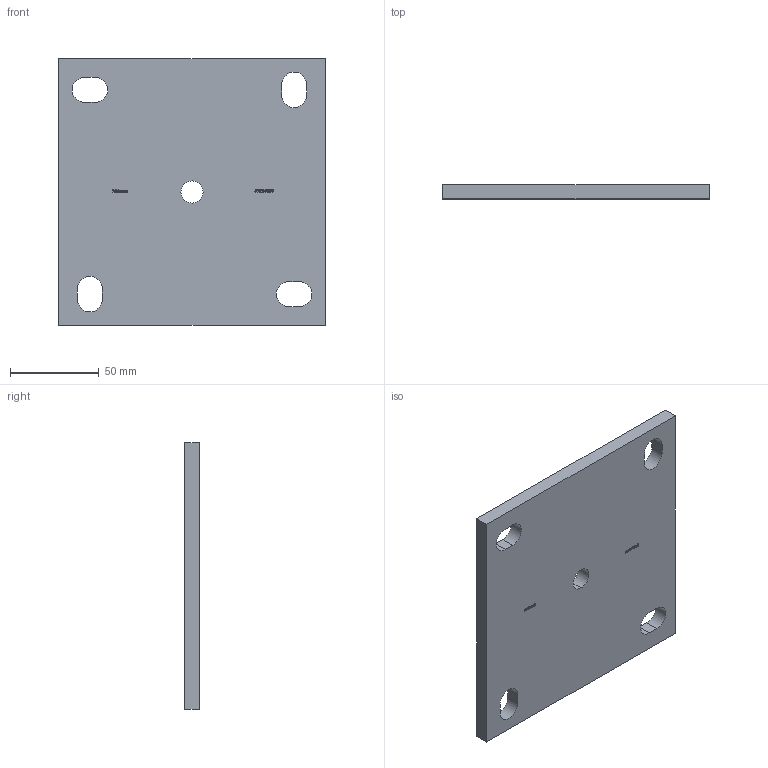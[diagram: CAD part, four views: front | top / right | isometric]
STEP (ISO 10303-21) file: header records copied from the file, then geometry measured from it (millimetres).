
FILE_DESCRIPTION (( 'STEP AP203' ), '1' );
FILE_NAME ('51012-STQ-8.STEP', '2019-04-09T10:50:58', ( '' ), ( '' ), 'SwSTEP 2.0', 'SolidWorks 2015', '' );
FILE_SCHEMA (( 'CONFIG_CONTROL_DESIGN' ));
Length unit declared in the file: millimetre
Products named in the file (1): 51012-STQ-8
Bounding box: 150 x 8 x 150 mm (x, y, z)
Volume: 171403.6 mm3; surface area: 49766.8 mm2
Topology: 1 solids, 1 shells, 267 faces, 717 edges, 478 vertices
Faces by surface type: plane 142, bspline 113, cylinder 12
Entity records: 14358 total; most frequent: CARTESIAN_POINT 8320, ORIENTED_EDGE 1434, DIRECTION 825, EDGE_CURVE 717, VERTEX_POINT 478, VECTOR 467, LINE 467, EDGE_LOOP 303
